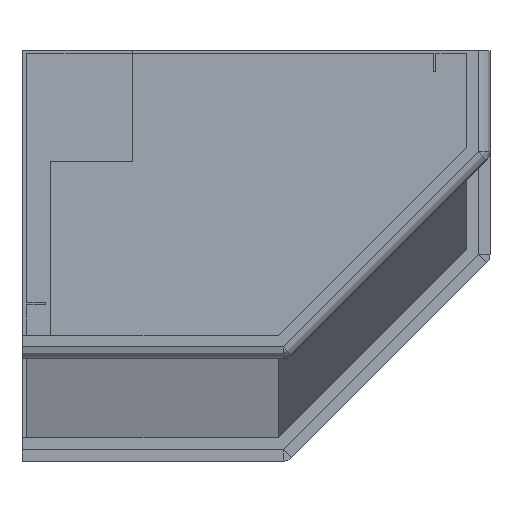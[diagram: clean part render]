
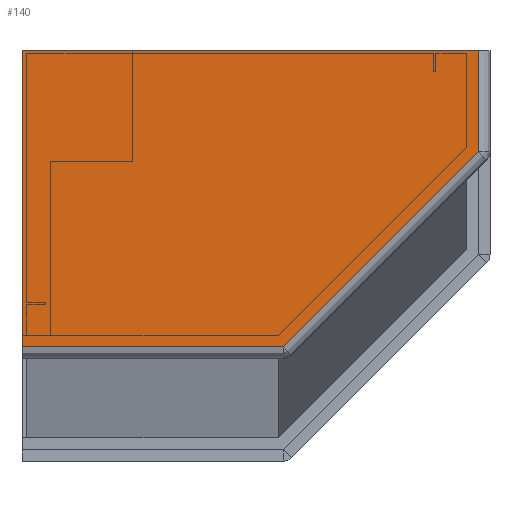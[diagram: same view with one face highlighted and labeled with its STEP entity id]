
A CAD part, top view. The second image highlights one B-rep face of the part: STEP entity #140.
In plain terms, the highlighted planar face has unit normal (0, 0, 1).
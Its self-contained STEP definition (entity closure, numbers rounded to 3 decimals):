
#140=ADVANCED_FACE('',(#232),#179,.T.);
#179=PLANE('',#1118);
#232=FACE_OUTER_BOUND('',#285,.T.);
#285=EDGE_LOOP('',(#567,#568,#569,#570,#571));
#567=ORIENTED_EDGE('',*,*,#805,.T.);
#568=ORIENTED_EDGE('',*,*,#806,.T.);
#569=ORIENTED_EDGE('',*,*,#799,.T.);
#570=ORIENTED_EDGE('',*,*,#801,.T.);
#571=ORIENTED_EDGE('',*,*,#803,.T.);
#652=VERTEX_POINT('',#1635);
#653=VERTEX_POINT('',#1646);
#661=VERTEX_POINT('',#1679);
#662=VERTEX_POINT('',#1685);
#663=VERTEX_POINT('',#1689);
#799=EDGE_CURVE('',#661,#652,#920,.T.);
#801=EDGE_CURVE('',#652,#653,#921,.T.);
#803=EDGE_CURVE('',#653,#662,#922,.T.);
#805=EDGE_CURVE('',#662,#663,#924,.T.);
#806=EDGE_CURVE('',#663,#661,#925,.T.);
#920=LINE('',#1678,#1039);
#921=LINE('',#1682,#1040);
#922=LINE('',#1686,#1041);
#924=LINE('',#1690,#1043);
#925=LINE('',#1692,#1044);
#1039=VECTOR('',#1368,1.);
#1040=VECTOR('',#1373,1.);
#1041=VECTOR('',#1378,1.);
#1043=VECTOR('',#1382,1.);
#1044=VECTOR('',#1385,1.);
#1118=AXIS2_PLACEMENT_3D('',#1694,#1388,#1389);
#1368=DIRECTION('',(1.,0.,0.));
#1373=DIRECTION('',(0.707,0.707,0.));
#1378=DIRECTION('',(0.,1.,0.));
#1382=DIRECTION('',(-1.,0.,0.));
#1385=DIRECTION('',(0.,-1.,0.));
#1388=DIRECTION('',(0.,0.,1.));
#1389=DIRECTION('',(1.,0.,0.));
#1635=CARTESIAN_POINT('',(0.627,-5.793,303.));
#1646=CARTESIAN_POINT('',(8.92,2.5,303.));
#1678=CARTESIAN_POINT('',(-10.48,-5.793,303.));
#1679=CARTESIAN_POINT('',(-10.48,-5.793,303.));
#1682=CARTESIAN_POINT('',(0.627,-5.793,303.));
#1685=CARTESIAN_POINT('',(8.92,6.807,303.));
#1686=CARTESIAN_POINT('',(8.92,-5.293,303.));
#1689=CARTESIAN_POINT('',(-10.48,6.807,303.));
#1690=CARTESIAN_POINT('',(-10.48,6.807,303.));
#1692=CARTESIAN_POINT('',(-10.48,-5.293,303.));
#1694=CARTESIAN_POINT('',(-10.48,-5.293,303.));
